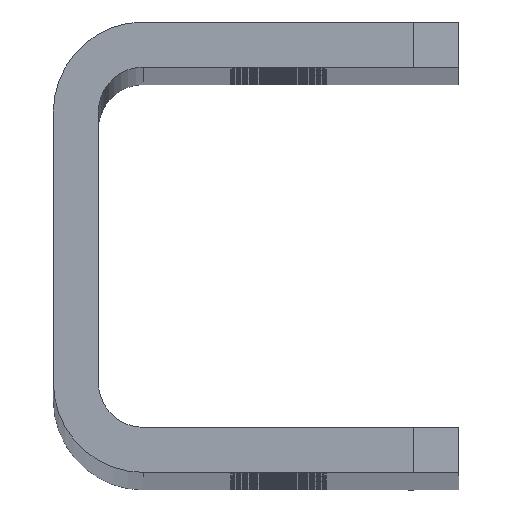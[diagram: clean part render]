
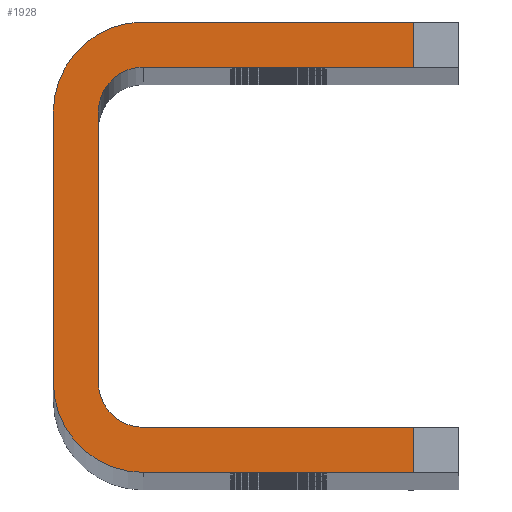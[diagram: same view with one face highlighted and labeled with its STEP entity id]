
A CAD part, top view. The second image highlights one B-rep face of the part: STEP entity #1928.
In plain terms, the highlighted planar face has unit normal (0, 0, 1).
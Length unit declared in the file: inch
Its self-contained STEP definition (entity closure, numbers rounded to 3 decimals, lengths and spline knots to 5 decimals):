
#19=LINE($,#3174,#59);
#33=LINE($,#3203,#73);
#36=LINE($,#3208,#76);
#37=LINE($,#3211,#77);
#40=LINE($,#3221,#80);
#45=LINE($,#3233,#85);
#47=LINE($,#3242,#87);
#51=LINE($,#3253,#91);
#59=VECTOR($,#2681,0.75);
#73=VECTOR($,#2703,0.75);
#76=VECTOR($,#2708,0.125);
#77=VECTOR($,#2711,0.125);
#80=VECTOR($,#2722,0.75);
#85=VECTOR($,#2735,0.75);
#87=VECTOR($,#2745,0.75);
#91=VECTOR($,#2757,0.75);
#106=PLANE($,#2194);
#440=FACE_OUTER_BOUND($,#774,.T.);
#774=EDGE_LOOP($,(#1737,#1738,#1739,#1740,#1741,#1742,#1743,#1744,#1745,
#1746,#1747,#1748));
#933=CIRCLE($,#2178,0.25);
#935=CIRCLE($,#2182,0.25);
#937=CIRCLE($,#2186,0.125);
#939=CIRCLE($,#2190,0.125);
#1104=VERTEX_POINT($,#3171);
#1105=VERTEX_POINT($,#3173);
#1115=VERTEX_POINT($,#3200);
#1116=VERTEX_POINT($,#3202);
#1117=VERTEX_POINT($,#3206);
#1118=VERTEX_POINT($,#3210);
#1119=VERTEX_POINT($,#3214);
#1121=VERTEX_POINT($,#3220);
#1124=VERTEX_POINT($,#3231);
#1125=VERTEX_POINT($,#3235);
#1127=VERTEX_POINT($,#3241);
#1129=VERTEX_POINT($,#3247);
#1295=EDGE_CURVE($,#1105,#1104,#19,.T.);
#1309=EDGE_CURVE($,#1116,#1115,#33,.T.);
#1312=EDGE_CURVE($,#1117,#1104,#36,.T.);
#1313=EDGE_CURVE($,#1116,#1118,#37,.T.);
#1315=EDGE_CURVE($,#1115,#1119,#933,.T.);
#1318=EDGE_CURVE($,#1119,#1121,#40,.T.);
#1321=EDGE_CURVE($,#1121,#1105,#935,.T.);
#1325=EDGE_CURVE($,#1117,#1124,#45,.T.);
#1326=EDGE_CURVE($,#1124,#1125,#937,.T.);
#1329=EDGE_CURVE($,#1125,#1127,#47,.T.);
#1332=EDGE_CURVE($,#1127,#1129,#939,.T.);
#1335=EDGE_CURVE($,#1129,#1118,#51,.T.);
#1737=ORIENTED_EDGE($,*,*,#1312,.F.);
#1738=ORIENTED_EDGE($,*,*,#1325,.T.);
#1739=ORIENTED_EDGE($,*,*,#1326,.T.);
#1740=ORIENTED_EDGE($,*,*,#1329,.T.);
#1741=ORIENTED_EDGE($,*,*,#1332,.T.);
#1742=ORIENTED_EDGE($,*,*,#1335,.T.);
#1743=ORIENTED_EDGE($,*,*,#1313,.F.);
#1744=ORIENTED_EDGE($,*,*,#1309,.T.);
#1745=ORIENTED_EDGE($,*,*,#1315,.T.);
#1746=ORIENTED_EDGE($,*,*,#1318,.T.);
#1747=ORIENTED_EDGE($,*,*,#1321,.T.);
#1748=ORIENTED_EDGE($,*,*,#1295,.T.);
#1928=ADVANCED_FACE($,(#440),#106,.T.);
#2178=AXIS2_PLACEMENT_3D($,#3215,#2715,#2716);
#2182=AXIS2_PLACEMENT_3D($,#3226,#2727,#2728);
#2186=AXIS2_PLACEMENT_3D($,#3236,#2738,#2739);
#2190=AXIS2_PLACEMENT_3D($,#3248,#2750,#2751);
#2194=AXIS2_PLACEMENT_3D($,#3256,#2761,#2762);
#2681=DIRECTION($,(1.,0.,0.));
#2703=DIRECTION($,(-1.,0.,0.));
#2708=DIRECTION($,(0.,-1.,0.));
#2711=DIRECTION($,(0.,-1.,0.));
#2715=DIRECTION('center_axis',(0.,0.,1.));
#2716=DIRECTION('ref_axis',(0.,1.,0.));
#2722=DIRECTION($,(0.,-1.,0.));
#2727=DIRECTION('center_axis',(0.,0.,1.));
#2728=DIRECTION('ref_axis',(-1.,0.,0.));
#2735=DIRECTION($,(-1.,0.,0.));
#2738=DIRECTION('center_axis',(0.,0.,-1.));
#2739=DIRECTION('ref_axis',(1.,0.,0.));
#2745=DIRECTION($,(0.,1.,0.));
#2750=DIRECTION('center_axis',(0.,0.,-1.));
#2751=DIRECTION('ref_axis',(0.,-1.,0.));
#2757=DIRECTION($,(1.,0.,0.));
#2761=DIRECTION('center_axis',(0.,0.,1.));
#2762=DIRECTION('ref_axis',(1.,0.,0.));
#3171=CARTESIAN_POINT('',(1.,0.,0.));
#3173=CARTESIAN_POINT('',(0.25,0.,0.));
#3174=CARTESIAN_POINT($,(0.25,0.,0.));
#3200=CARTESIAN_POINT('',(0.25,1.25,0.));
#3202=CARTESIAN_POINT('',(1.,1.25,0.));
#3203=CARTESIAN_POINT($,(1.125,1.25,0.));
#3206=CARTESIAN_POINT('',(1.,0.125,0.));
#3208=CARTESIAN_POINT($,(1.,0.375,0.));
#3210=CARTESIAN_POINT('',(1.,1.125,0.));
#3211=CARTESIAN_POINT($,(1.,0.9375,0.));
#3214=CARTESIAN_POINT('',(0.,1.,0.));
#3215=CARTESIAN_POINT('Origin',(0.25,1.,0.));
#3220=CARTESIAN_POINT('',(0.,0.25,0.));
#3221=CARTESIAN_POINT($,(0.,1.,0.));
#3226=CARTESIAN_POINT('Origin',(0.25,0.25,0.));
#3231=CARTESIAN_POINT('',(0.25,0.125,0.));
#3233=CARTESIAN_POINT($,(1.125,0.125,0.));
#3235=CARTESIAN_POINT('',(0.125,0.25,0.));
#3236=CARTESIAN_POINT('Origin',(0.25,0.25,0.));
#3241=CARTESIAN_POINT('',(0.125,1.,0.));
#3242=CARTESIAN_POINT($,(0.125,0.25,0.));
#3247=CARTESIAN_POINT('',(0.25,1.125,0.));
#3248=CARTESIAN_POINT('Origin',(0.25,1.,0.));
#3253=CARTESIAN_POINT($,(0.25,1.125,0.));
#3256=CARTESIAN_POINT('Origin',(0.47035,0.625,0.));
